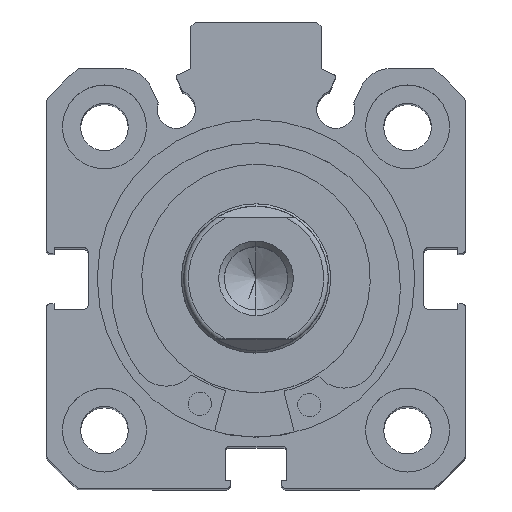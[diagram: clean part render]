
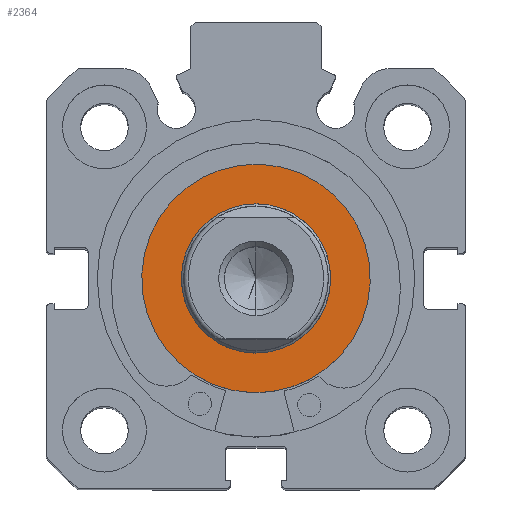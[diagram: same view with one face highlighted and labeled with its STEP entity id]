
A CAD part, top view. The second image highlights one B-rep face of the part: STEP entity #2364.
In plain terms, the highlighted face is planar.
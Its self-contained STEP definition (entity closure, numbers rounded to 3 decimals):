
#50 = DIRECTION ( 'NONE',  ( 0., 0., -1. ) ) ;
#51 = DIRECTION ( 'NONE',  ( 1., 0., 0. ) ) ;
#54 = PLANE ( 'NONE',  #3117 ) ;
#56 = CARTESIAN_POINT ( 'NONE',  ( 0., 12.25, 0. ) ) ;
#507 = VERTEX_POINT ( 'NONE', #968 ) ;
#511 = VERTEX_POINT ( 'NONE', #1032 ) ;
#527 = VERTEX_POINT ( 'NONE', #991 ) ;
#529 = VERTEX_POINT ( 'NONE', #994 ) ;
#665 = DIRECTION ( 'NONE',  ( 0., 0., 1. ) ) ;
#666 = DIRECTION ( 'NONE',  ( -1., 0., 0. ) ) ;
#676 = DIRECTION ( 'NONE',  ( 0., 0., 1. ) ) ;
#677 = DIRECTION ( 'NONE',  ( -1., 0., 0. ) ) ;
#690 = CARTESIAN_POINT ( 'NONE',  ( 0., 0., 0. ) ) ;
#691 = CARTESIAN_POINT ( 'NONE',  ( 0., 0., 0. ) ) ;
#703 = DIRECTION ( 'NONE',  ( 0., 0., 1. ) ) ;
#707 = CARTESIAN_POINT ( 'NONE',  ( 0., 0., 0. ) ) ;
#709 = DIRECTION ( 'NONE',  ( -1., 0., 0. ) ) ;
#836 = CARTESIAN_POINT ( 'NONE',  ( 0., 0., 0. ) ) ;
#853 = DIRECTION ( 'NONE',  ( -1., 0., 0. ) ) ;
#854 = DIRECTION ( 'NONE',  ( 0., 0., 1. ) ) ;
#968 = CARTESIAN_POINT ( 'NONE',  ( 0., 0., 12.25 ) ) ;
#991 = CARTESIAN_POINT ( 'NONE',  ( 0., 0., 8. ) ) ;
#994 = CARTESIAN_POINT ( 'NONE',  ( 0., 0., -8. ) ) ;
#1032 = CARTESIAN_POINT ( 'NONE',  ( 0., 0., -12.25 ) ) ;
#1798 = EDGE_LOOP ( 'NONE', ( #3672, #3673 ) ) ;
#1800 = EDGE_LOOP ( 'NONE', ( #3674, #3675 ) ) ;
#2259 = EDGE_CURVE ( 'NONE', #507, #511, #3911, .T. ) ;
#2267 = EDGE_CURVE ( 'NONE', #529, #527, #3920, .T. ) ;
#2285 = EDGE_CURVE ( 'NONE', #511, #507, #3943, .T. ) ;
#2287 = EDGE_CURVE ( 'NONE', #527, #529, #3946, .T. ) ;
#2364 = ADVANCED_FACE ( 'NONE', ( #4035, #4046 ), #54, .F. ) ;
#3045 = AXIS2_PLACEMENT_3D ( 'NONE', #836, #853, #854 ) ;
#3052 = AXIS2_PLACEMENT_3D ( 'NONE', #707, #709, #703 ) ;
#3061 = AXIS2_PLACEMENT_3D ( 'NONE', #691, #666, #665 ) ;
#3067 = AXIS2_PLACEMENT_3D ( 'NONE', #690, #677, #676 ) ;
#3117 = AXIS2_PLACEMENT_3D ( 'NONE', #56, #51, #50 ) ;
#3672 = ORIENTED_EDGE ( 'NONE', *, *, #2287, .F. ) ;
#3673 = ORIENTED_EDGE ( 'NONE', *, *, #2267, .F. ) ;
#3674 = ORIENTED_EDGE ( 'NONE', *, *, #2259, .T. ) ;
#3675 = ORIENTED_EDGE ( 'NONE', *, *, #2285, .T. ) ;
#3911 = CIRCLE ( 'NONE', #3045, 12.25 ) ;
#3920 = CIRCLE ( 'NONE', #3052, 8. ) ;
#3943 = CIRCLE ( 'NONE', #3061, 12.25 ) ;
#3946 = CIRCLE ( 'NONE', #3067, 8. ) ;
#4035 = FACE_BOUND ( 'NONE', #1798, .T. ) ;
#4046 = FACE_OUTER_BOUND ( 'NONE', #1800, .T. ) ;
